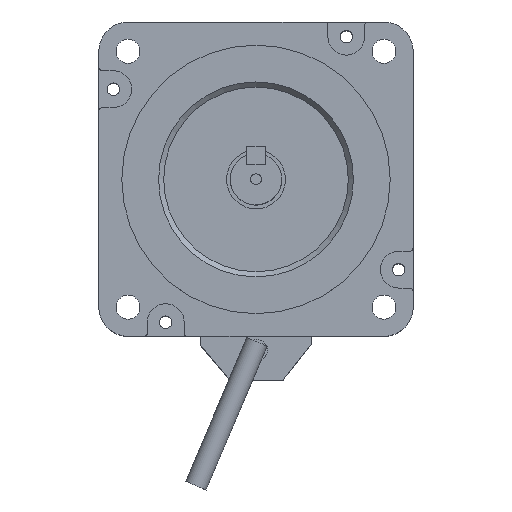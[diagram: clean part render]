
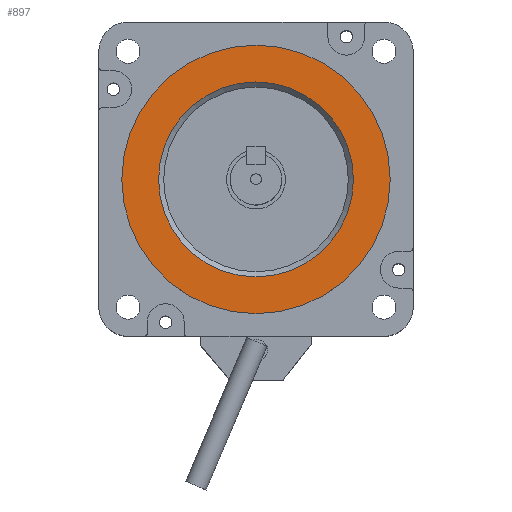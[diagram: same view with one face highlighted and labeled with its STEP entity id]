
A CAD part, top view. The second image highlights one B-rep face of the part: STEP entity #897.
In plain terms, the highlighted planar face has unit normal (0, 0, 1).
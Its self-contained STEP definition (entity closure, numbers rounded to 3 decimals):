
#160=FACE_BOUND('',#1546,.T.);
#161=FACE_BOUND('',#1547,.T.);
#641=CIRCLE('',#5006,26.5);
#642=CIRCLE('',#5007,36.5);
#897=ADVANCED_FACE('',(#160,#161),#1048,.T.);
#1048=PLANE('',#5008);
#1546=EDGE_LOOP('',(#2596));
#1547=EDGE_LOOP('',(#2597));
#2596=ORIENTED_EDGE('',*,*,#3759,.T.);
#2597=ORIENTED_EDGE('',*,*,#3760,.F.);
#3182=VERTEX_POINT('',#7582);
#3183=VERTEX_POINT('',#7584);
#3759=EDGE_CURVE('',#3182,#3182,#641,.T.);
#3760=EDGE_CURVE('',#3183,#3183,#642,.T.);
#5006=AXIS2_PLACEMENT_3D('',#7581,#6209,#6210);
#5007=AXIS2_PLACEMENT_3D('',#7583,#6211,#6212);
#5008=AXIS2_PLACEMENT_3D('',#7585,#6213,#6214);
#6209=DIRECTION('',(0.,0.,-1.));
#6210=DIRECTION('',(1.,0.,0.));
#6211=DIRECTION('',(0.,0.,-1.));
#6212=DIRECTION('',(1.,0.,0.));
#6213=DIRECTION('',(0.,0.,1.));
#6214=DIRECTION('',(1.,0.,0.));
#7581=CARTESIAN_POINT('',(0.,0.,1.5));
#7582=CARTESIAN_POINT('',(26.5,0.,1.5));
#7583=CARTESIAN_POINT('',(0.,0.,1.5));
#7584=CARTESIAN_POINT('',(36.5,0.,1.5));
#7585=CARTESIAN_POINT('',(0.,0.,1.5));
